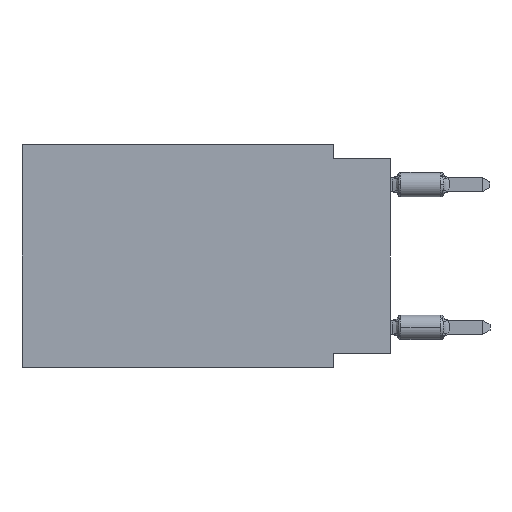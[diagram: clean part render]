
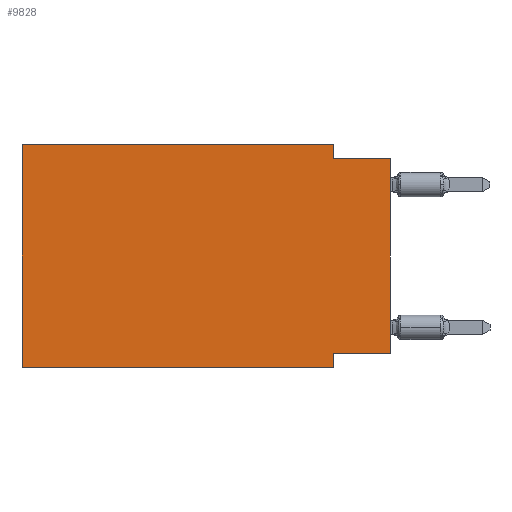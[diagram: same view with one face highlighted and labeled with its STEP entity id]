
A CAD part, left-side view. The second image highlights one B-rep face of the part: STEP entity #9828.
In plain terms, the highlighted planar face has unit normal (-1, 0, 0).
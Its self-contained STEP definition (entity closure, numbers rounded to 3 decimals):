
#73 = CARTESIAN_POINT ( 'NONE',  ( 0., 16.383, 0. ) ) ;
#87 = CARTESIAN_POINT ( 'NONE',  ( 0., 16.383, 0. ) ) ;
#127 = CARTESIAN_POINT ( 'NONE',  ( 0., 0., -9.271 ) ) ;
#289 = LINE ( 'NONE', #6849, #14261 ) ;
#1081 = VECTOR ( 'NONE', #4298, 1000. ) ;
#1323 = EDGE_CURVE ( 'NONE', #5221, #8880, #9457, .T. ) ;
#1727 = EDGE_CURVE ( 'NONE', #8880, #13525, #3764, .T. ) ;
#2034 = CARTESIAN_POINT ( 'NONE',  ( 0., 2.54, 0. ) ) ;
#2062 = EDGE_CURVE ( 'NONE', #9789, #9651, #2802, .T. ) ;
#2639 = CARTESIAN_POINT ( 'NONE',  ( 0., 2.54, -9.271 ) ) ;
#2652 = ORIENTED_EDGE ( 'NONE', *, *, #2062, .F. ) ;
#2802 = LINE ( 'NONE', #13451, #8734 ) ;
#2933 = CARTESIAN_POINT ( 'NONE',  ( 0., 16.383, 0. ) ) ;
#3322 = VECTOR ( 'NONE', #8015, 1000. ) ;
#3475 = DIRECTION ( 'NONE',  ( 0., 0., -1. ) ) ;
#3662 = ORIENTED_EDGE ( 'NONE', *, *, #4479, .T. ) ;
#3689 = DIRECTION ( 'NONE',  ( 0., 0., 1. ) ) ;
#3764 = LINE ( 'NONE', #11782, #5499 ) ;
#3929 = CARTESIAN_POINT ( 'NONE',  ( 0., 2.54, 0. ) ) ;
#4140 = EDGE_CURVE ( 'NONE', #6137, #9651, #9158, .T. ) ;
#4298 = DIRECTION ( 'NONE',  ( 0., 0., 1. ) ) ;
#4479 = EDGE_CURVE ( 'NONE', #9127, #13525, #289, .T. ) ;
#4502 = LINE ( 'NONE', #11277, #11112 ) ;
#4698 = CARTESIAN_POINT ( 'NONE',  ( 0., 16.383, 0. ) ) ;
#4963 = VERTEX_POINT ( 'NONE', #4698 ) ;
#5176 = DIRECTION ( 'NONE',  ( 0., 0., -1. ) ) ;
#5221 = VERTEX_POINT ( 'NONE', #2034 ) ;
#5278 = ORIENTED_EDGE ( 'NONE', *, *, #4140, .T. ) ;
#5499 = VECTOR ( 'NONE', #11704, 1000. ) ;
#5801 = ORIENTED_EDGE ( 'NONE', *, *, #8576, .F. ) ;
#5964 = AXIS2_PLACEMENT_3D ( 'NONE', #2933, #8439, #5176 ) ;
#6137 = VERTEX_POINT ( 'NONE', #10970 ) ;
#6625 = DIRECTION ( 'NONE',  ( 0., -1., 0. ) ) ;
#6849 = CARTESIAN_POINT ( 'NONE',  ( 0., 0., 0. ) ) ;
#7303 = ORIENTED_EDGE ( 'NONE', *, *, #1323, .F. ) ;
#7344 = CARTESIAN_POINT ( 'NONE',  ( 0., 2.54, -0.635 ) ) ;
#7922 = ORIENTED_EDGE ( 'NONE', *, *, #11662, .F. ) ;
#7942 = ORIENTED_EDGE ( 'NONE', *, *, #13645, .F. ) ;
#8015 = DIRECTION ( 'NONE',  ( 0., -1., 0. ) ) ;
#8073 = DIRECTION ( 'NONE',  ( 0., 1., 0. ) ) ;
#8439 = DIRECTION ( 'NONE',  ( 1., 0., 0. ) ) ;
#8576 = EDGE_CURVE ( 'NONE', #6137, #4963, #13106, .T. ) ;
#8593 = PLANE ( 'NONE',  #5964 ) ;
#8734 = VECTOR ( 'NONE', #3475, 1000. ) ;
#8880 = VERTEX_POINT ( 'NONE', #7344 ) ;
#8903 = VECTOR ( 'NONE', #6625, 1000. ) ;
#9127 = VERTEX_POINT ( 'NONE', #127 ) ;
#9158 = LINE ( 'NONE', #13613, #3322 ) ;
#9407 = ORIENTED_EDGE ( 'NONE', *, *, #1727, .F. ) ;
#9457 = LINE ( 'NONE', #3929, #11057 ) ;
#9651 = VERTEX_POINT ( 'NONE', #12470 ) ;
#9789 = VERTEX_POINT ( 'NONE', #2639 ) ;
#9828 = ADVANCED_FACE ( 'NONE', ( #14047 ), #8593, .F. ) ;
#10180 = LINE ( 'NONE', #73, #8903 ) ;
#10970 = CARTESIAN_POINT ( 'NONE',  ( 0., 16.383, -9.906 ) ) ;
#11057 = VECTOR ( 'NONE', #11643, 1000. ) ;
#11112 = VECTOR ( 'NONE', #8073, 1000. ) ;
#11277 = CARTESIAN_POINT ( 'NONE',  ( 0., 0., -9.271 ) ) ;
#11643 = DIRECTION ( 'NONE',  ( 0., 0., -1. ) ) ;
#11662 = EDGE_CURVE ( 'NONE', #4963, #5221, #10180, .T. ) ;
#11704 = DIRECTION ( 'NONE',  ( 0., -1., 0. ) ) ;
#11782 = CARTESIAN_POINT ( 'NONE',  ( 0., 0., -0.635 ) ) ;
#11853 = CARTESIAN_POINT ( 'NONE',  ( 0., 0., -0.635 ) ) ;
#12470 = CARTESIAN_POINT ( 'NONE',  ( 0., 2.54, -9.906 ) ) ;
#12780 = EDGE_LOOP ( 'NONE', ( #3662, #9407, #7303, #7922, #5801, #5278, #2652, #7942 ) ) ;
#13106 = LINE ( 'NONE', #87, #1081 ) ;
#13451 = CARTESIAN_POINT ( 'NONE',  ( 0., 2.54, -9.906 ) ) ;
#13525 = VERTEX_POINT ( 'NONE', #11853 ) ;
#13613 = CARTESIAN_POINT ( 'NONE',  ( 0., 16.383, -9.906 ) ) ;
#13645 = EDGE_CURVE ( 'NONE', #9127, #9789, #4502, .T. ) ;
#14047 = FACE_OUTER_BOUND ( 'NONE', #12780, .T. ) ;
#14261 = VECTOR ( 'NONE', #3689, 1000. ) ;
